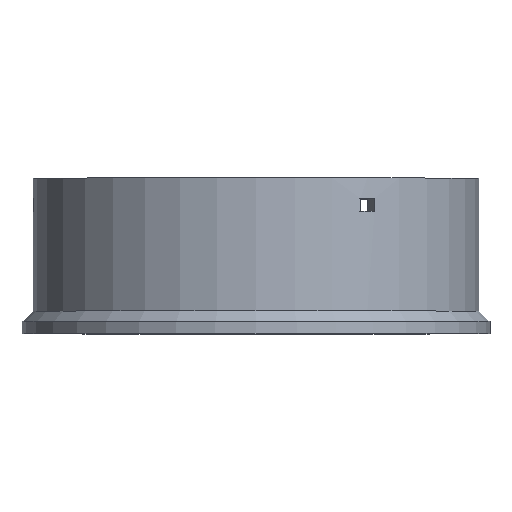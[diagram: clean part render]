
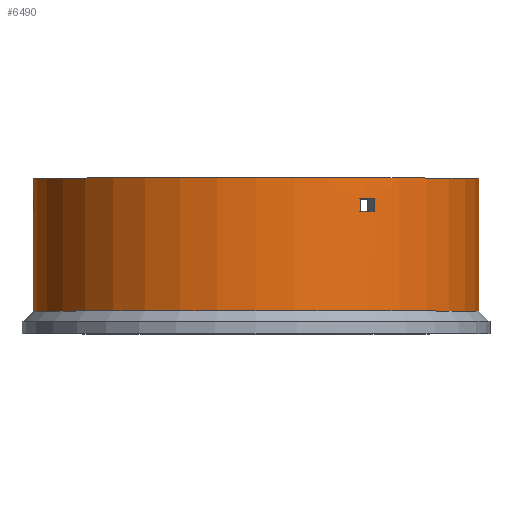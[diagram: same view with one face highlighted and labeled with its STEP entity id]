
A CAD part, top view. The second image highlights one B-rep face of the part: STEP entity #6490.
In plain terms, the highlighted cylindrical face has radius 54.45 mm (diameter 108.9 mm), a full revolution.
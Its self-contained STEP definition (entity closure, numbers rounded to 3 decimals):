
#15=CYLINDRICAL_SURFACE('',#6743,54.45);
#22=CIRCLE('',#6728,54.45);
#27=CIRCLE('',#6738,54.45);
#28=CIRCLE('',#6739,54.45);
#31=CIRCLE('',#6744,54.45);
#32=CIRCLE('',#6745,54.45);
#33=CIRCLE('',#6746,54.45);
#34=CIRCLE('',#6747,54.45);
#35=CIRCLE('',#6748,54.45);
#36=CIRCLE('',#6749,54.45);
#82=FACE_BOUND('',#903,.T.);
#83=FACE_BOUND('',#904,.T.);
#84=FACE_BOUND('',#905,.T.);
#528=FACE_OUTER_BOUND('',#902,.T.);
#902=EDGE_LOOP('',(#5809,#5810,#5811,#5812,#5813));
#903=EDGE_LOOP('',(#5814,#5815,#5816,#5817));
#904=EDGE_LOOP('',(#5818,#5819,#5820,#5821));
#905=EDGE_LOOP('',(#5822,#5823,#5824,#5825));
#1557=LINE('',#11668,#2226);
#1558=LINE('',#11673,#2227);
#1559=LINE('',#11676,#2228);
#1560=LINE('',#11679,#2229);
#1561=LINE('',#11683,#2230);
#1562=LINE('',#11687,#2231);
#1563=LINE('',#11691,#2232);
#2226=VECTOR('',#7820,54.45);
#2227=VECTOR('',#7823,10.);
#2228=VECTOR('',#7826,10.);
#2229=VECTOR('',#7827,10.);
#2230=VECTOR('',#7830,10.);
#2231=VECTOR('',#7833,10.);
#2232=VECTOR('',#7836,10.);
#3091=VERTEX_POINT('',#11642);
#3096=VERTEX_POINT('',#11657);
#3097=VERTEX_POINT('',#11658);
#3100=VERTEX_POINT('',#11669);
#3101=VERTEX_POINT('',#11670);
#3102=VERTEX_POINT('',#11672);
#3103=VERTEX_POINT('',#11674);
#3104=VERTEX_POINT('',#11677);
#3105=VERTEX_POINT('',#11678);
#3106=VERTEX_POINT('',#11680);
#3107=VERTEX_POINT('',#11682);
#3108=VERTEX_POINT('',#11685);
#3109=VERTEX_POINT('',#11686);
#3110=VERTEX_POINT('',#11688);
#3111=VERTEX_POINT('',#11690);
#4004=EDGE_CURVE('',#3091,#3091,#22,.T.);
#4009=EDGE_CURVE('',#3096,#3097,#27,.T.);
#4010=EDGE_CURVE('',#3097,#3096,#28,.T.);
#4014=EDGE_CURVE('',#3091,#3097,#1557,.T.);
#4015=EDGE_CURVE('',#3100,#3101,#31,.T.);
#4016=EDGE_CURVE('',#3101,#3102,#1558,.T.);
#4017=EDGE_CURVE('',#3102,#3103,#32,.T.);
#4018=EDGE_CURVE('',#3103,#3100,#1559,.T.);
#4019=EDGE_CURVE('',#3104,#3105,#1560,.T.);
#4020=EDGE_CURVE('',#3105,#3106,#33,.T.);
#4021=EDGE_CURVE('',#3106,#3107,#1561,.T.);
#4022=EDGE_CURVE('',#3107,#3104,#34,.T.);
#4023=EDGE_CURVE('',#3108,#3109,#1562,.T.);
#4024=EDGE_CURVE('',#3109,#3110,#35,.T.);
#4025=EDGE_CURVE('',#3110,#3111,#1563,.T.);
#4026=EDGE_CURVE('',#3111,#3108,#36,.T.);
#5809=ORIENTED_EDGE('',*,*,#4004,.F.);
#5810=ORIENTED_EDGE('',*,*,#4014,.T.);
#5811=ORIENTED_EDGE('',*,*,#4009,.F.);
#5812=ORIENTED_EDGE('',*,*,#4010,.F.);
#5813=ORIENTED_EDGE('',*,*,#4014,.F.);
#5814=ORIENTED_EDGE('',*,*,#4015,.T.);
#5815=ORIENTED_EDGE('',*,*,#4016,.T.);
#5816=ORIENTED_EDGE('',*,*,#4017,.T.);
#5817=ORIENTED_EDGE('',*,*,#4018,.T.);
#5818=ORIENTED_EDGE('',*,*,#4019,.T.);
#5819=ORIENTED_EDGE('',*,*,#4020,.T.);
#5820=ORIENTED_EDGE('',*,*,#4021,.T.);
#5821=ORIENTED_EDGE('',*,*,#4022,.T.);
#5822=ORIENTED_EDGE('',*,*,#4023,.T.);
#5823=ORIENTED_EDGE('',*,*,#4024,.T.);
#5824=ORIENTED_EDGE('',*,*,#4025,.T.);
#5825=ORIENTED_EDGE('',*,*,#4026,.T.);
#6490=ADVANCED_FACE('',(#528,#82,#83,#84),#15,.T.);
#6728=AXIS2_PLACEMENT_3D('',#11643,#7787,#7788);
#6738=AXIS2_PLACEMENT_3D('',#11659,#7807,#7808);
#6739=AXIS2_PLACEMENT_3D('',#11660,#7809,#7810);
#6743=AXIS2_PLACEMENT_3D('',#11667,#7818,#7819);
#6744=AXIS2_PLACEMENT_3D('',#11671,#7821,#7822);
#6745=AXIS2_PLACEMENT_3D('',#11675,#7824,#7825);
#6746=AXIS2_PLACEMENT_3D('',#11681,#7828,#7829);
#6747=AXIS2_PLACEMENT_3D('',#11684,#7831,#7832);
#6748=AXIS2_PLACEMENT_3D('',#11689,#7834,#7835);
#6749=AXIS2_PLACEMENT_3D('',#11692,#7837,#7838);
#7787=DIRECTION('center_axis',(0.,1.,0.));
#7788=DIRECTION('ref_axis',(1.,0.,0.));
#7807=DIRECTION('center_axis',(0.,-1.,0.));
#7808=DIRECTION('ref_axis',(1.,0.,0.));
#7809=DIRECTION('center_axis',(0.,-1.,0.));
#7810=DIRECTION('ref_axis',(1.,0.,0.));
#7818=DIRECTION('center_axis',(0.,1.,0.));
#7819=DIRECTION('ref_axis',(-1.,0.,0.));
#7820=DIRECTION('',(0.,-1.,0.));
#7821=DIRECTION('center_axis',(0.,1.,0.));
#7822=DIRECTION('ref_axis',(1.,0.,0.));
#7823=DIRECTION('',(0.,-1.,0.));
#7824=DIRECTION('center_axis',(0.,-1.,0.));
#7825=DIRECTION('ref_axis',(-1.,0.,0.));
#7826=DIRECTION('',(0.,1.,0.));
#7827=DIRECTION('',(0.,-1.,0.));
#7828=DIRECTION('center_axis',(0.,-1.,0.));
#7829=DIRECTION('ref_axis',(-1.,0.,0.));
#7830=DIRECTION('',(0.,1.,0.));
#7831=DIRECTION('center_axis',(0.,1.,0.));
#7832=DIRECTION('ref_axis',(1.,0.,0.));
#7833=DIRECTION('',(0.,-1.,0.));
#7834=DIRECTION('center_axis',(0.,-1.,0.));
#7835=DIRECTION('ref_axis',(-1.,0.,0.));
#7836=DIRECTION('',(0.,1.,0.));
#7837=DIRECTION('center_axis',(0.,1.,0.));
#7838=DIRECTION('ref_axis',(1.,0.,0.));
#11642=CARTESIAN_POINT('',(54.45,35.,0.));
#11643=CARTESIAN_POINT('Origin',(0.,35.,0.));
#11657=CARTESIAN_POINT('',(-54.45,2.5,0.));
#11658=CARTESIAN_POINT('',(54.45,2.5,0.));
#11659=CARTESIAN_POINT('Origin',(0.,2.5,0.));
#11660=CARTESIAN_POINT('Origin',(0.,2.5,0.));
#11667=CARTESIAN_POINT('Origin',(0.,0.,0.));
#11668=CARTESIAN_POINT('',(54.45,0.,0.));
#11669=CARTESIAN_POINT('',(28.95,30.,-46.116));
#11670=CARTESIAN_POINT('',(25.463,30.,-48.13));
#11671=CARTESIAN_POINT('Origin',(0.,30.,0.));
#11672=CARTESIAN_POINT('',(25.463,26.8,-48.13));
#11673=CARTESIAN_POINT('',(25.463,0.,-48.13));
#11674=CARTESIAN_POINT('',(28.95,26.8,-46.116));
#11675=CARTESIAN_POINT('Origin',(0.,26.8,0.));
#11676=CARTESIAN_POINT('',(28.95,0.,-46.116));
#11677=CARTESIAN_POINT('',(-54.413,30.,2.013));
#11678=CARTESIAN_POINT('',(-54.413,26.8,2.013));
#11679=CARTESIAN_POINT('',(-54.413,0.,2.013));
#11680=CARTESIAN_POINT('',(-54.413,26.8,-2.013));
#11681=CARTESIAN_POINT('Origin',(0.,26.8,0.));
#11682=CARTESIAN_POINT('',(-54.413,30.,-2.013));
#11683=CARTESIAN_POINT('',(-54.413,0.,-2.013));
#11684=CARTESIAN_POINT('Origin',(0.,30.,0.));
#11685=CARTESIAN_POINT('',(28.95,30.,46.116));
#11686=CARTESIAN_POINT('',(28.95,26.8,46.116));
#11687=CARTESIAN_POINT('',(28.95,0.,46.116));
#11688=CARTESIAN_POINT('',(25.463,26.8,48.13));
#11689=CARTESIAN_POINT('Origin',(0.,26.8,0.));
#11690=CARTESIAN_POINT('',(25.463,30.,48.13));
#11691=CARTESIAN_POINT('',(25.463,0.,48.13));
#11692=CARTESIAN_POINT('Origin',(0.,30.,0.));
